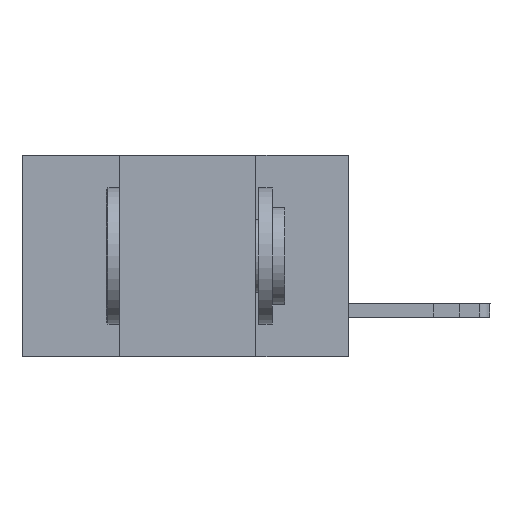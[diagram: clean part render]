
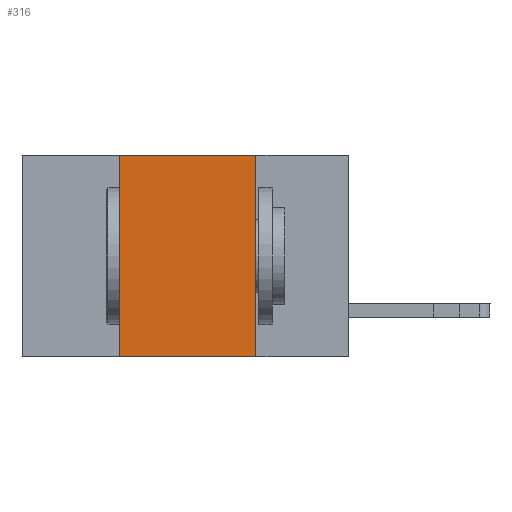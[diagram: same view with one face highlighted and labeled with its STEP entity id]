
A CAD part, left-side view. The second image highlights one B-rep face of the part: STEP entity #316.
In plain terms, the highlighted planar face has unit normal (-1, 0, 0).
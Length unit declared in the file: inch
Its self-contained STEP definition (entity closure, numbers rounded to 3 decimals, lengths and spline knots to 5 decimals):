
#316 = ADVANCED_FACE ( 'NONE', ( #4951 ), #7667, .F. ) ;
#490 = EDGE_CURVE ( 'NONE', #8556, #3366, #12893, .T. ) ;
#627 = DIRECTION ( 'NONE',  ( 0., -1., 0. ) ) ;
#717 = CARTESIAN_POINT ( 'NONE',  ( 0., 0.6, -0.37 ) ) ;
#1406 = CARTESIAN_POINT ( 'NONE',  ( 0., 0.42, -0.37 ) ) ;
#1803 = AXIS2_PLACEMENT_3D ( 'NONE', #13158, #8646, #4274 ) ;
#1868 = LINE ( 'NONE', #717, #10885 ) ;
#3366 = VERTEX_POINT ( 'NONE', #12306 ) ;
#4084 = CARTESIAN_POINT ( 'NONE',  ( 0., 0.6, 0. ) ) ;
#4097 = ORIENTED_EDGE ( 'NONE', *, *, #490, .F. ) ;
#4274 = DIRECTION ( 'NONE',  ( 0., 0., -1. ) ) ;
#4551 = EDGE_LOOP ( 'NONE', ( #10487, #4097, #11187, #10112 ) ) ;
#4599 = CARTESIAN_POINT ( 'NONE',  ( 0., 0.17, -0.37 ) ) ;
#4914 = LINE ( 'NONE', #4599, #8743 ) ;
#4935 = VERTEX_POINT ( 'NONE', #10684 ) ;
#4951 = FACE_OUTER_BOUND ( 'NONE', #4551, .T. ) ;
#5114 = VECTOR ( 'NONE', #627, 39.37008 ) ;
#5320 = LINE ( 'NONE', #6210, #10377 ) ;
#5710 = DIRECTION ( 'NONE',  ( 0., 0., -1. ) ) ;
#6210 = CARTESIAN_POINT ( 'NONE',  ( 0., 0.42, -0.37 ) ) ;
#7127 = CARTESIAN_POINT ( 'NONE',  ( 0., 0.42, 0. ) ) ;
#7643 = EDGE_CURVE ( 'NONE', #3366, #4935, #4914, .T. ) ;
#7667 = PLANE ( 'NONE',  #1803 ) ;
#8556 = VERTEX_POINT ( 'NONE', #7127 ) ;
#8646 = DIRECTION ( 'NONE',  ( 1., 0., 0. ) ) ;
#8743 = VECTOR ( 'NONE', #5710, 39.37008 ) ;
#9572 = DIRECTION ( 'NONE',  ( 0., 0., 1. ) ) ;
#10112 = ORIENTED_EDGE ( 'NONE', *, *, #12522, .T. ) ;
#10377 = VECTOR ( 'NONE', #9572, 39.37008 ) ;
#10487 = ORIENTED_EDGE ( 'NONE', *, *, #7643, .F. ) ;
#10684 = CARTESIAN_POINT ( 'NONE',  ( 0., 0.17, -0.37 ) ) ;
#10885 = VECTOR ( 'NONE', #11832, 39.37008 ) ;
#11187 = ORIENTED_EDGE ( 'NONE', *, *, #13193, .F. ) ;
#11832 = DIRECTION ( 'NONE',  ( 0., -1., 0. ) ) ;
#12306 = CARTESIAN_POINT ( 'NONE',  ( 0., 0.17, 0. ) ) ;
#12522 = EDGE_CURVE ( 'NONE', #13001, #4935, #1868, .T. ) ;
#12893 = LINE ( 'NONE', #4084, #5114 ) ;
#13001 = VERTEX_POINT ( 'NONE', #1406 ) ;
#13158 = CARTESIAN_POINT ( 'NONE',  ( 0., 0.6, 0. ) ) ;
#13193 = EDGE_CURVE ( 'NONE', #13001, #8556, #5320, .T. ) ;
